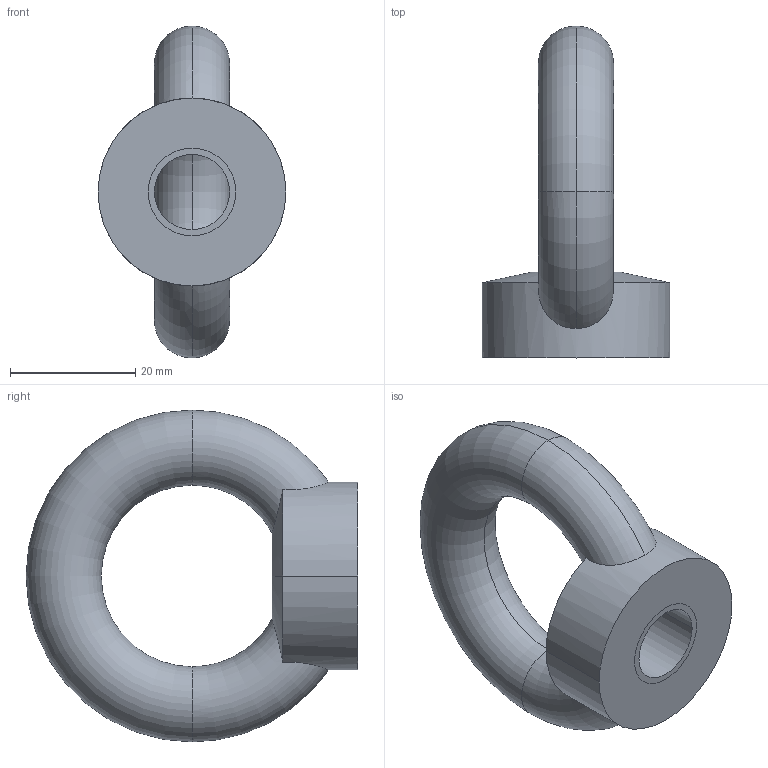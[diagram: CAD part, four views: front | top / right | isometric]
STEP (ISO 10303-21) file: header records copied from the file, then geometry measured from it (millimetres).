
FILE_DESCRIPTION(('STEP AP214'),'1');
FILE_NAME('pn13680081.stp','2017-12-15T12:58:49',('TraceParts'),('TraceParts S.A.'),'Spatial InterOp 3D',' ',' ');
FILE_SCHEMA(('automotive_design'));
Length unit declared in the file: millimetre
Products named in the file (3): pn13680081_1; pn13680081_2; 1
Bounding box: 30 x 53 x 53 mm (x, y, z)
Volume: 18971 mm3; surface area: 7641.9 mm2
Topology: 2 solids, 2 shells, 21 faces, 65 edges, 57 vertices
Faces by surface type: cylinder 8, torus 6, cone 4, plane 3
Entity records: 904 total; most frequent: CARTESIAN_POINT 265, DIRECTION 132, ORIENTED_EDGE 104, AXIS2_PLACEMENT_3D 55, EDGE_CURVE 52, VERTEX_POINT 32, CIRCLE 31, EDGE_LOOP 24
